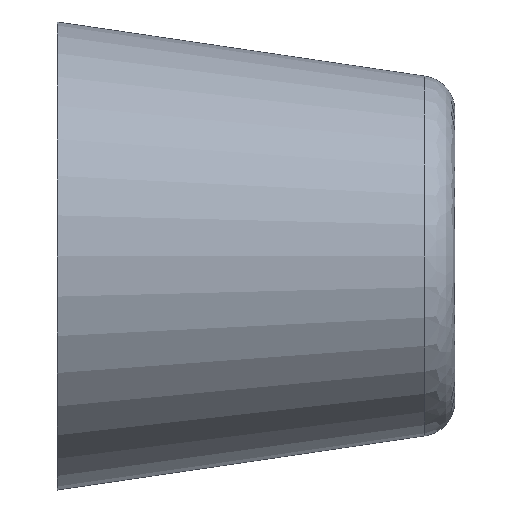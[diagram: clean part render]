
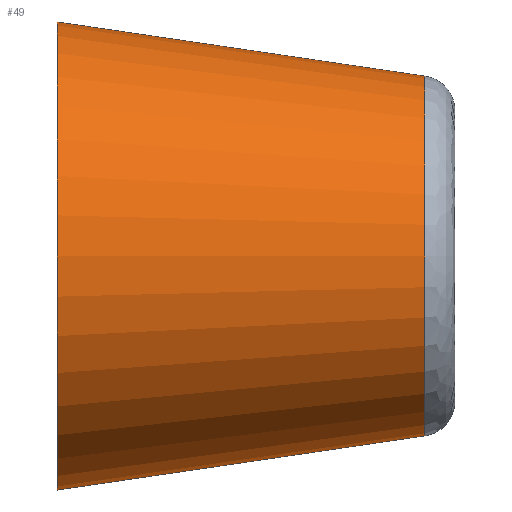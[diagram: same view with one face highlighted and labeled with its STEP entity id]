
A CAD part, left-side view. The second image highlights one B-rep face of the part: STEP entity #49.
In plain terms, the highlighted free-form (B-spline) face has degree [2, 1] with [5, 2] control points.
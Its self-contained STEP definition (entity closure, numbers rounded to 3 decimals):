
#49=ADVANCED_FACE('',(#145),#144,.T.);
#144=( BOUNDED_SURFACE() B_SPLINE_SURFACE( 2,1,((#254,#255),(#256,#257),(#258,#259),(#260,#261),(#262,#263)), .UNSPECIFIED.,.F.,.F.,.F.) B_SPLINE_SURFACE_WITH_KNOTS((3,2,3),(2,2),(0.,0.5,1.),(0.,1.), .UNSPECIFIED. ) GEOMETRIC_REPRESENTATION_ITEM() RATIONAL_B_SPLINE_SURFACE(((1.,1.),(0.707,0.707),(1.,1.),(0.707,0.707),(1.,1.))) REPRESENTATION_ITEM('') SURFACE() );
#145=FACE_OUTER_BOUND('',#264,.T.);
#254=CARTESIAN_POINT('',(0.,-15.718,-7.688));
#255=CARTESIAN_POINT('',(0.,0.,-10.));
#256=CARTESIAN_POINT('',(-7.688,-15.718,-7.688));
#257=CARTESIAN_POINT('',(-10.,0.,-10.));
#258=CARTESIAN_POINT('',(-7.688,-15.718,0.));
#259=CARTESIAN_POINT('',(-10.,0.,0.));
#260=CARTESIAN_POINT('',(-7.688,-15.718,7.688));
#261=CARTESIAN_POINT('',(-10.,0.,10.));
#262=CARTESIAN_POINT('',(0.,-15.718,7.688));
#263=CARTESIAN_POINT('',(0.,0.,10.));
#264=EDGE_LOOP('',(#312,#313,#314,#315));
#312=ORIENTED_EDGE('',*,*,#328,.T.);
#313=ORIENTED_EDGE('',*,*,#340,.F.);
#314=ORIENTED_EDGE('',*,*,#337,.F.);
#315=ORIENTED_EDGE('',*,*,#341,.T.);
#328=EDGE_CURVE('',#398,#399,#400,.T.);
#337=EDGE_CURVE('',#450,#457,#458,.T.);
#340=EDGE_CURVE('',#457,#399,#476,.T.);
#341=EDGE_CURVE('',#450,#398,#482,.T.);
#398=VERTEX_POINT('',#528);
#399=VERTEX_POINT('',#529);
#400=CIRCLE('',#533,10.);
#450=VERTEX_POINT('',#556);
#457=VERTEX_POINT('',#560);
#458=CIRCLE('',#564,7.688);
#476=(BOUNDED_CURVE() B_SPLINE_CURVE(1,(#574,#575),.UNSPECIFIED.,.F.,.F.) B_SPLINE_CURVE_WITH_KNOTS((2,2),(0.,1.),.UNSPECIFIED.) CURVE() GEOMETRIC_REPRESENTATION_ITEM() RATIONAL_B_SPLINE_CURVE((1.,1.)) REPRESENTATION_ITEM('') );
#482=(BOUNDED_CURVE() B_SPLINE_CURVE(1,(#576,#577),.UNSPECIFIED.,.F.,.F.) B_SPLINE_CURVE_WITH_KNOTS((2,2),(0.,1.),.UNSPECIFIED.) CURVE() GEOMETRIC_REPRESENTATION_ITEM() RATIONAL_B_SPLINE_CURVE((0.75,0.75)) REPRESENTATION_ITEM('') );
#528=CARTESIAN_POINT('',(0.,0.,10.));
#529=CARTESIAN_POINT('',(0.,0.,-10.));
#530=CARTESIAN_POINT('',(0.,0.,0.));
#531=DIRECTION('',(0.,-1.,0.));
#532=DIRECTION('',(0.,0.,-1.));
#533=AXIS2_PLACEMENT_3D('',#530,#531,#532);
#556=CARTESIAN_POINT('',(0.,-15.718,7.688));
#560=CARTESIAN_POINT('',(0.,-15.718,-7.688));
#561=CARTESIAN_POINT('',(0.,-15.718,0.));
#562=DIRECTION('',(0.,-1.,0.));
#563=DIRECTION('',(0.,0.,-1.));
#564=AXIS2_PLACEMENT_3D('',#561,#562,#563);
#574=CARTESIAN_POINT('',(0.,-15.718,-7.688));
#575=CARTESIAN_POINT('',(0.,0.,-10.));
#576=CARTESIAN_POINT('',(0.,-15.718,7.688));
#577=CARTESIAN_POINT('',(0.,0.,10.));
